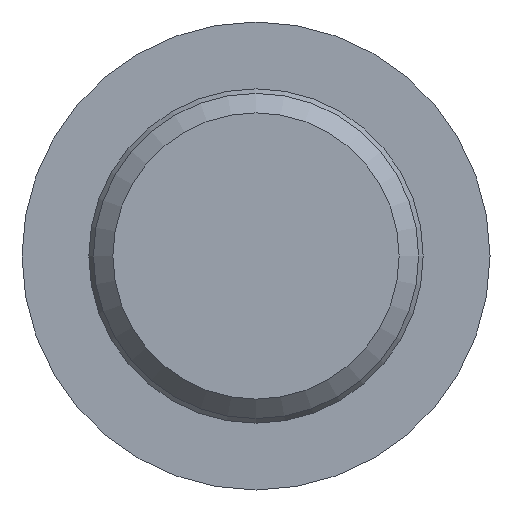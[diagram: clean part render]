
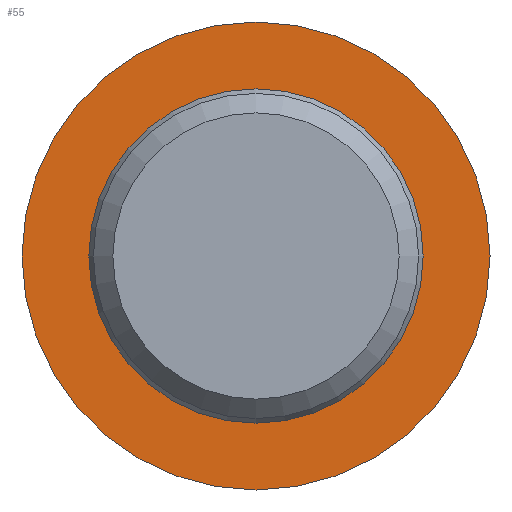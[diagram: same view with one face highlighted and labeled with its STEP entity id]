
A CAD part, front view. The second image highlights one B-rep face of the part: STEP entity #55.
In plain terms, the highlighted planar face has unit normal (0, -1, 0).
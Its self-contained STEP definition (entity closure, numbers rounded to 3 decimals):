
#55 = ADVANCED_FACE( '', ( #122, #123 ), #124, .F. );
#122 = FACE_BOUND( '', #199, .T. );
#123 = FACE_OUTER_BOUND( '', #200, .T. );
#124 = PLANE( '', #201 );
#199 = EDGE_LOOP( '', ( #293 ) );
#200 = EDGE_LOOP( '', ( #294 ) );
#201 = AXIS2_PLACEMENT_3D( '', #295, #296, #297 );
#293 = ORIENTED_EDGE( '', *, *, #433, .F. );
#294 = ORIENTED_EDGE( '', *, *, #423, .T. );
#295 = CARTESIAN_POINT( '', ( 7., 0., 0. ) );
#296 = DIRECTION( '', ( 0., 1., 0. ) );
#297 = DIRECTION( '', ( 0., 0., 1. ) );
#423 = EDGE_CURVE( '', #491, #491, #492, .T. );
#433 = EDGE_CURVE( '', #507, #507, #508, .T. );
#491 = VERTEX_POINT( '', #592 );
#492 = CIRCLE( '', #593, 7. );
#507 = VERTEX_POINT( '', #620 );
#508 = CIRCLE( '', #621, 5. );
#592 = CARTESIAN_POINT( '', ( 0., 0., -7. ) );
#593 = AXIS2_PLACEMENT_3D( '', #716, #717, #718 );
#620 = CARTESIAN_POINT( '', ( 0., 0., -5. ) );
#621 = AXIS2_PLACEMENT_3D( '', #727, #728, #729 );
#716 = CARTESIAN_POINT( '', ( 0., 0., 0. ) );
#717 = DIRECTION( '', ( 0., -1., 0. ) );
#718 = DIRECTION( '', ( 0., 0., -1. ) );
#727 = CARTESIAN_POINT( '', ( 0., 0., 0. ) );
#728 = DIRECTION( '', ( 0., -1., 0. ) );
#729 = DIRECTION( '', ( 0., 0., -1. ) );
